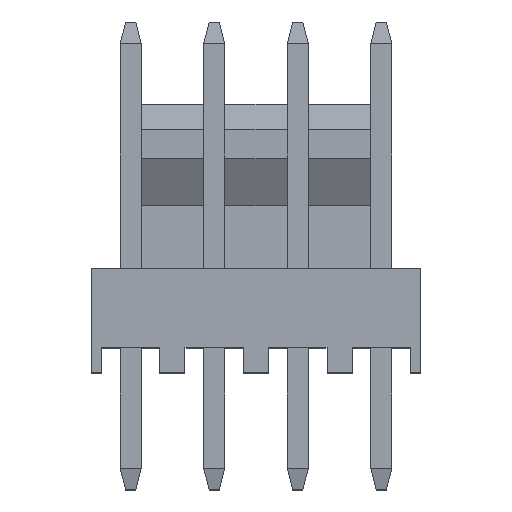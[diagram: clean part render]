
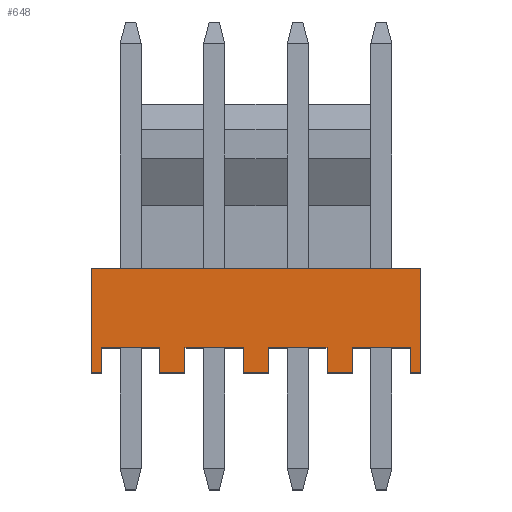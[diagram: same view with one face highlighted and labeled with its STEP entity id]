
A CAD part, top view. The second image highlights one B-rep face of the part: STEP entity #648.
In plain terms, the highlighted planar face has unit normal (0, 0, 1).
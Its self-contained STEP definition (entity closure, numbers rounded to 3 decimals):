
#3 = DIRECTION ( 'NONE',  ( 1., 0., 0. ) ) ;
#12 = CARTESIAN_POINT ( 'NONE',  ( 2.159, 0.762, 3.175 ) ) ;
#26 = LINE ( 'NONE', #319, #645 ) ;
#33 = VERTEX_POINT ( 'NONE', #1701 ) ;
#40 = EDGE_CURVE ( 'NONE', #1024, #835, #417, .T. ) ;
#41 = EDGE_CURVE ( 'NONE', #869, #902, #1676, .T. ) ;
#55 = VERTEX_POINT ( 'NONE', #130 ) ;
#63 = CARTESIAN_POINT ( 'NONE',  ( 0.381, 0.762, 3.175 ) ) ;
#67 = LINE ( 'NONE', #1211, #1293 ) ;
#71 = LINE ( 'NONE', #686, #653 ) ;
#76 = CARTESIAN_POINT ( 'NONE',  ( 5.005, 3.18, 3.175 ) ) ;
#84 = ORIENTED_EDGE ( 'NONE', *, *, #457, .T. ) ;
#96 = ORIENTED_EDGE ( 'NONE', *, *, #1009, .T. ) ;
#119 = CARTESIAN_POINT ( 'NONE',  ( 2.159, 3.18, 3.175 ) ) ;
#120 = LINE ( 'NONE', #119, #1409 ) ;
#126 = ORIENTED_EDGE ( 'NONE', *, *, #598, .T. ) ;
#130 = CARTESIAN_POINT ( 'NONE',  ( -2.921, 0.762, 3.175 ) ) ;
#134 = EDGE_CURVE ( 'NONE', #1528, #1303, #488, .T. ) ;
#138 = CARTESIAN_POINT ( 'NONE',  ( 5.005, 3.18, 3.175 ) ) ;
#139 = LINE ( 'NONE', #875, #1395 ) ;
#201 = VERTEX_POINT ( 'NONE', #12 ) ;
#211 = VECTOR ( 'NONE', #366, 1000. ) ;
#213 = CARTESIAN_POINT ( 'NONE',  ( 0.381, 3.18, 3.175 ) ) ;
#278 = EDGE_CURVE ( 'NONE', #708, #328, #1754, .T. ) ;
#284 = CARTESIAN_POINT ( 'NONE',  ( -5.005, 0.762, 3.175 ) ) ;
#291 = CARTESIAN_POINT ( 'NONE',  ( -2.159, 3.18, 3.175 ) ) ;
#303 = ORIENTED_EDGE ( 'NONE', *, *, #41, .T. ) ;
#319 = CARTESIAN_POINT ( 'NONE',  ( -5.005, 0., 3.175 ) ) ;
#328 = VERTEX_POINT ( 'NONE', #1775 ) ;
#348 = VERTEX_POINT ( 'NONE', #1791 ) ;
#353 = LINE ( 'NONE', #284, #383 ) ;
#366 = DIRECTION ( 'NONE',  ( 0., -1., 0. ) ) ;
#378 = DIRECTION ( 'NONE',  ( 1., 0., 0. ) ) ;
#383 = VECTOR ( 'NONE', #3, 1000. ) ;
#390 = CARTESIAN_POINT ( 'NONE',  ( 4.699, 0., 3.175 ) ) ;
#399 = VERTEX_POINT ( 'NONE', #1242 ) ;
#404 = VERTEX_POINT ( 'NONE', #998 ) ;
#417 = LINE ( 'NONE', #1779, #1061 ) ;
#422 = DIRECTION ( 'NONE',  ( 0., -1., 0. ) ) ;
#442 = DIRECTION ( 'NONE',  ( 0., 1., 0. ) ) ;
#449 = VECTOR ( 'NONE', #422, 1000. ) ;
#457 = EDGE_CURVE ( 'NONE', #404, #1330, #508, .T. ) ;
#481 = DIRECTION ( 'NONE',  ( 1., 0., 0. ) ) ;
#488 = LINE ( 'NONE', #213, #497 ) ;
#497 = VECTOR ( 'NONE', #577, 1000. ) ;
#499 = EDGE_CURVE ( 'NONE', #670, #404, #1760, .T. ) ;
#508 = LINE ( 'NONE', #1790, #545 ) ;
#520 = EDGE_CURVE ( 'NONE', #902, #1024, #1787, .T. ) ;
#537 = EDGE_CURVE ( 'NONE', #348, #1445, #547, .T. ) ;
#545 = VECTOR ( 'NONE', #895, 1000. ) ;
#547 = LINE ( 'NONE', #1381, #1805 ) ;
#560 = CARTESIAN_POINT ( 'NONE',  ( -2.921, 3.18, 3.175 ) ) ;
#577 = DIRECTION ( 'NONE',  ( 0., 1., 0. ) ) ;
#592 = CARTESIAN_POINT ( 'NONE',  ( -0.381, 0., 3.175 ) ) ;
#598 = EDGE_CURVE ( 'NONE', #1330, #1060, #1825, .T. ) ;
#609 = CARTESIAN_POINT ( 'NONE',  ( -5.005, 0., 3.175 ) ) ;
#619 = EDGE_CURVE ( 'NONE', #1580, #1060, #1196, .T. ) ;
#635 = DIRECTION ( 'NONE',  ( 1., 0., 0. ) ) ;
#638 = EDGE_CURVE ( 'NONE', #33, #55, #353, .T. ) ;
#645 = VECTOR ( 'NONE', #1235, 1000. ) ;
#648 = ADVANCED_FACE ( 'NONE', ( #1174 ), #1546, .F. ) ;
#653 = VECTOR ( 'NONE', #442, 1000. ) ;
#670 = VERTEX_POINT ( 'NONE', #1119 ) ;
#673 = CARTESIAN_POINT ( 'NONE',  ( 0.381, 0., 3.175 ) ) ;
#686 = CARTESIAN_POINT ( 'NONE',  ( -4.699, 3.18, 3.175 ) ) ;
#695 = DIRECTION ( 'NONE',  ( 0., -1., 0. ) ) ;
#708 = VERTEX_POINT ( 'NONE', #1106 ) ;
#718 = ORIENTED_EDGE ( 'NONE', *, *, #40, .T. ) ;
#727 = ORIENTED_EDGE ( 'NONE', *, *, #1224, .T. ) ;
#729 = ORIENTED_EDGE ( 'NONE', *, *, #537, .T. ) ;
#760 = DIRECTION ( 'NONE',  ( 1., 0., 0. ) ) ;
#793 = VERTEX_POINT ( 'NONE', #592 ) ;
#800 = VECTOR ( 'NONE', #1664, 1000. ) ;
#809 = EDGE_CURVE ( 'NONE', #1303, #201, #1827, .T. ) ;
#835 = VERTEX_POINT ( 'NONE', #1394 ) ;
#856 = LINE ( 'NONE', #1712, #800 ) ;
#869 = VERTEX_POINT ( 'NONE', #1593 ) ;
#875 = CARTESIAN_POINT ( 'NONE',  ( -5.005, 0., 3.175 ) ) ;
#895 = DIRECTION ( 'NONE',  ( 0., -1., 0. ) ) ;
#902 = VERTEX_POINT ( 'NONE', #1544 ) ;
#911 = ORIENTED_EDGE ( 'NONE', *, *, #1687, .T. ) ;
#930 = ORIENTED_EDGE ( 'NONE', *, *, #638, .T. ) ;
#932 = ORIENTED_EDGE ( 'NONE', *, *, #499, .T. ) ;
#961 = ORIENTED_EDGE ( 'NONE', *, *, #619, .F. ) ;
#998 = CARTESIAN_POINT ( 'NONE',  ( 4.699, 0.762, 3.175 ) ) ;
#1009 = EDGE_CURVE ( 'NONE', #55, #869, #1216, .T. ) ;
#1017 = DIRECTION ( 'NONE',  ( 1., 0., 0. ) ) ;
#1024 = VERTEX_POINT ( 'NONE', #1414 ) ;
#1060 = VERTEX_POINT ( 'NONE', #1844 ) ;
#1061 = VECTOR ( 'NONE', #481, 1000. ) ;
#1072 = DIRECTION ( 'NONE',  ( 0., 1., 0. ) ) ;
#1075 = ORIENTED_EDGE ( 'NONE', *, *, #520, .T. ) ;
#1097 = CARTESIAN_POINT ( 'NONE',  ( -5.005, 0., 3.175 ) ) ;
#1106 = CARTESIAN_POINT ( 'NONE',  ( -5.005, 3.18, 3.175 ) ) ;
#1111 = EDGE_CURVE ( 'NONE', #1445, #670, #67, .T. ) ;
#1119 = CARTESIAN_POINT ( 'NONE',  ( 2.921, 0.762, 3.175 ) ) ;
#1164 = VECTOR ( 'NONE', #1764, 1000. ) ;
#1168 = DIRECTION ( 'NONE',  ( 0., -1., 0. ) ) ;
#1173 = DIRECTION ( 'NONE',  ( 1., 0., 0. ) ) ;
#1174 = FACE_OUTER_BOUND ( 'NONE', #1432, .T. ) ;
#1194 = VECTOR ( 'NONE', #635, 1000. ) ;
#1196 = LINE ( 'NONE', #76, #1765 ) ;
#1211 = CARTESIAN_POINT ( 'NONE',  ( 2.921, 3.18, 3.175 ) ) ;
#1216 = LINE ( 'NONE', #560, #1846 ) ;
#1224 = EDGE_CURVE ( 'NONE', #399, #33, #71, .T. ) ;
#1235 = DIRECTION ( 'NONE',  ( 1., 0., 0. ) ) ;
#1242 = CARTESIAN_POINT ( 'NONE',  ( -4.699, 0., 3.175 ) ) ;
#1293 = VECTOR ( 'NONE', #1072, 1000. ) ;
#1303 = VERTEX_POINT ( 'NONE', #63 ) ;
#1330 = VERTEX_POINT ( 'NONE', #390 ) ;
#1370 = ORIENTED_EDGE ( 'NONE', *, *, #134, .T. ) ;
#1373 = ORIENTED_EDGE ( 'NONE', *, *, #278, .T. ) ;
#1381 = CARTESIAN_POINT ( 'NONE',  ( -5.005, 0., 3.175 ) ) ;
#1394 = CARTESIAN_POINT ( 'NONE',  ( -0.381, 0.762, 3.175 ) ) ;
#1395 = VECTOR ( 'NONE', #1017, 1000. ) ;
#1396 = CARTESIAN_POINT ( 'NONE',  ( -5.005, 3.18, 3.175 ) ) ;
#1409 = VECTOR ( 'NONE', #695, 1000. ) ;
#1410 = CARTESIAN_POINT ( 'NONE',  ( -0.381, 3.18, 3.175 ) ) ;
#1411 = EDGE_CURVE ( 'NONE', #793, #1528, #26, .T. ) ;
#1414 = CARTESIAN_POINT ( 'NONE',  ( -2.159, 0.762, 3.175 ) ) ;
#1432 = EDGE_LOOP ( 'NONE', ( #718, #911, #1571, #1370, #1547, #1517, #729, #1510, #932, #84, #126, #961, #1711, #1373, #1639, #727, #930, #96, #303, #1075 ) ) ;
#1440 = LINE ( 'NONE', #1410, #211 ) ;
#1445 = VERTEX_POINT ( 'NONE', #1833 ) ;
#1510 = ORIENTED_EDGE ( 'NONE', *, *, #1111, .T. ) ;
#1517 = ORIENTED_EDGE ( 'NONE', *, *, #1541, .T. ) ;
#1528 = VERTEX_POINT ( 'NONE', #673 ) ;
#1531 = CARTESIAN_POINT ( 'NONE',  ( -5.005, 3.18, 3.175 ) ) ;
#1535 = DIRECTION ( 'NONE',  ( 0., 0., -1. ) ) ;
#1541 = EDGE_CURVE ( 'NONE', #201, #348, #120, .T. ) ;
#1544 = CARTESIAN_POINT ( 'NONE',  ( -2.159, 0., 3.175 ) ) ;
#1546 = PLANE ( 'NONE',  #1626 ) ;
#1547 = ORIENTED_EDGE ( 'NONE', *, *, #809, .T. ) ;
#1562 = EDGE_CURVE ( 'NONE', #328, #399, #139, .T. ) ;
#1571 = ORIENTED_EDGE ( 'NONE', *, *, #1411, .T. ) ;
#1580 = VERTEX_POINT ( 'NONE', #138 ) ;
#1593 = CARTESIAN_POINT ( 'NONE',  ( -2.921, 0., 3.175 ) ) ;
#1626 = AXIS2_PLACEMENT_3D ( 'NONE', #1396, #1535, #1697 ) ;
#1628 = VECTOR ( 'NONE', #760, 1000. ) ;
#1639 = ORIENTED_EDGE ( 'NONE', *, *, #1562, .T. ) ;
#1664 = DIRECTION ( 'NONE',  ( 1., 0., 0. ) ) ;
#1676 = LINE ( 'NONE', #609, #1628 ) ;
#1687 = EDGE_CURVE ( 'NONE', #835, #793, #1440, .T. ) ;
#1692 = EDGE_CURVE ( 'NONE', #708, #1580, #856, .T. ) ;
#1693 = DIRECTION ( 'NONE',  ( 1., 0., 0. ) ) ;
#1697 = DIRECTION ( 'NONE',  ( -1., 0., 0. ) ) ;
#1701 = CARTESIAN_POINT ( 'NONE',  ( -4.699, 0.762, 3.175 ) ) ;
#1711 = ORIENTED_EDGE ( 'NONE', *, *, #1692, .F. ) ;
#1712 = CARTESIAN_POINT ( 'NONE',  ( -5.005, 3.18, 3.175 ) ) ;
#1722 = DIRECTION ( 'NONE',  ( 0., -1., 0. ) ) ;
#1743 = CARTESIAN_POINT ( 'NONE',  ( -5.005, 0.762, 3.175 ) ) ;
#1754 = LINE ( 'NONE', #1531, #449 ) ;
#1760 = LINE ( 'NONE', #1774, #1772 ) ;
#1764 = DIRECTION ( 'NONE',  ( 0., 1., 0. ) ) ;
#1765 = VECTOR ( 'NONE', #1722, 1000. ) ;
#1772 = VECTOR ( 'NONE', #1173, 1000. ) ;
#1774 = CARTESIAN_POINT ( 'NONE',  ( -5.005, 0.762, 3.175 ) ) ;
#1775 = CARTESIAN_POINT ( 'NONE',  ( -5.005, 0., 3.175 ) ) ;
#1779 = CARTESIAN_POINT ( 'NONE',  ( -5.005, 0.762, 3.175 ) ) ;
#1787 = LINE ( 'NONE', #291, #1164 ) ;
#1790 = CARTESIAN_POINT ( 'NONE',  ( 4.699, 3.18, 3.175 ) ) ;
#1791 = CARTESIAN_POINT ( 'NONE',  ( 2.159, 0., 3.175 ) ) ;
#1805 = VECTOR ( 'NONE', #378, 1000. ) ;
#1825 = LINE ( 'NONE', #1097, #1194 ) ;
#1827 = LINE ( 'NONE', #1743, #1831 ) ;
#1831 = VECTOR ( 'NONE', #1693, 1000. ) ;
#1833 = CARTESIAN_POINT ( 'NONE',  ( 2.921, 0., 3.175 ) ) ;
#1844 = CARTESIAN_POINT ( 'NONE',  ( 5.005, 0., 3.175 ) ) ;
#1846 = VECTOR ( 'NONE', #1168, 1000. ) ;
